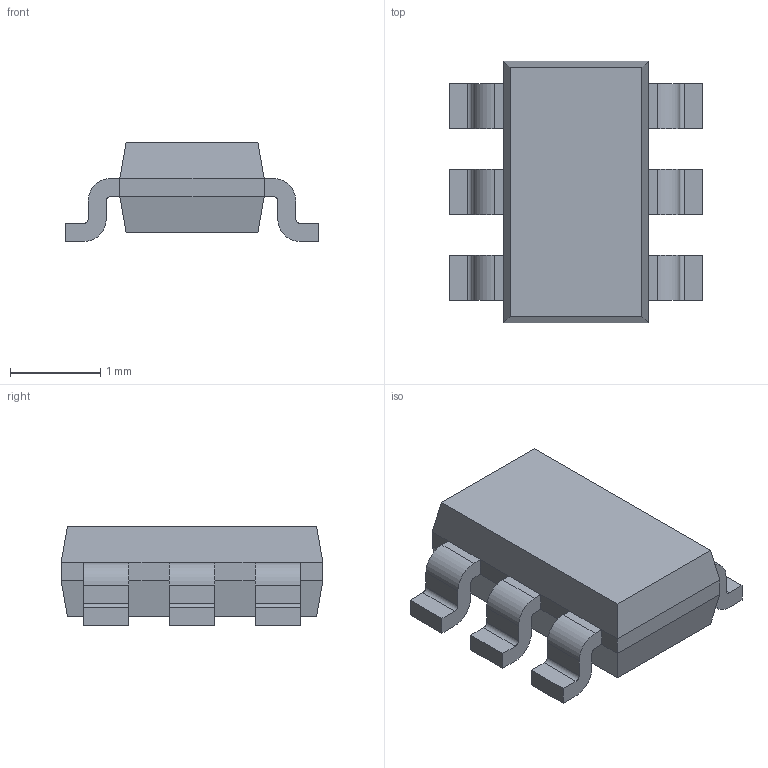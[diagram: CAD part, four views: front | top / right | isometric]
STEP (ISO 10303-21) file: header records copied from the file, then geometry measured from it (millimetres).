
FILE_DESCRIPTION(/* description */ (''),/* implementation_level */ '2;1');
FILE_NAME(/* name */ 'SOT-236_ipt_d84a66d1.STEP',/* time_stamp */ '2022-06-02T14:50:40+03:00',/* author */ ('Sulieman DAHER'),/* organization */ (''),/* preprocessor_version */ 'ST-DEVELOPER v16.13',/* originating_system */ 'Autodesk Inventor 2018',/* authorisation */ '');
FILE_SCHEMA (('AUTOMOTIVE_DESIGN { 1 0 10303 214 3 1 1 }'));
Length unit declared in the file: millimetre
Products named in the file (1): SOT-236
Bounding box: 2.8 x 2.9 x 1.1 mm (x, y, z)
Volume: 5 mm3; surface area: 25.1 mm2
Topology: 1 solids, 1 shells, 98 faces, 256 edges, 160 vertices
Faces by surface type: plane 74, cylinder 24
Entity records: 3110 total; most frequent: CARTESIAN_POINT 515, ORIENTED_EDGE 512, DIRECTION 502, EDGE_CURVE 256, LINE 208, VECTOR 208, VERTEX_POINT 160, AXIS2_PLACEMENT_3D 147
